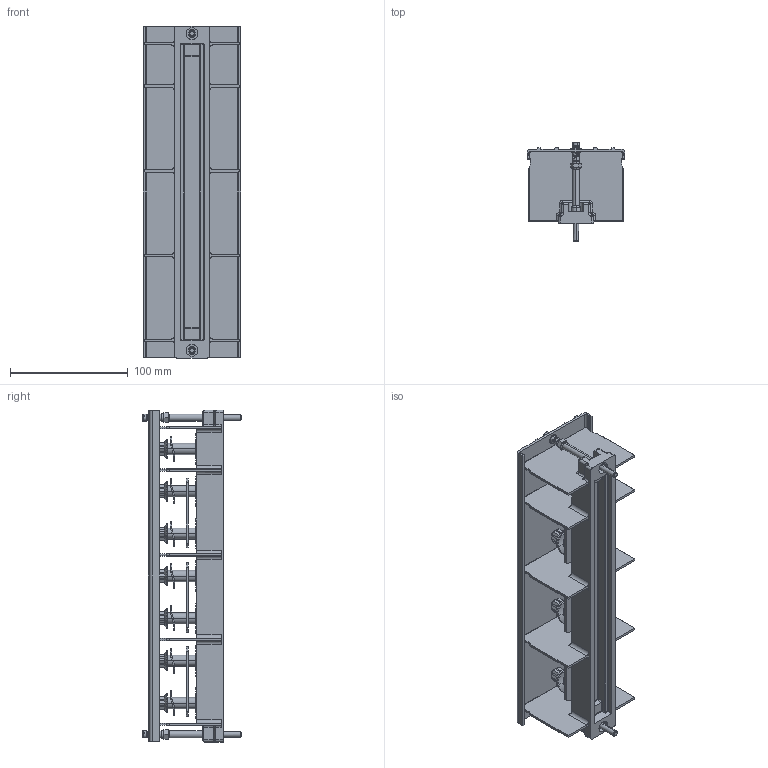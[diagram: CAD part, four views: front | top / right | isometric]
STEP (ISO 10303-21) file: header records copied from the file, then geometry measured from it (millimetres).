
FILE_DESCRIPTION((''),'2;1');
FILE_NAME('32429071000','2019-09-24T',('presta_be4'),(''),'PRO/ENGINEER BY PARAMETRIC TECHNOLOGY CORPORATION, 2014310','PRO/ENGINEER BY PARAMETRIC TECHNOLOGY CORPORATION, 2014310','');
FILE_SCHEMA(('CONFIG_CONTROL_DESIGN'));
Products named in the file (1): 32429071000
Bounding box: 83.2 x 83.61 x 282.2 mm (x, y, z)
Volume: 278272.1 mm3; surface area: 163284.1 mm2
Topology: 11 solids, 11 shells, 1351 faces, 3570 edges, 2250 vertices
Faces by surface type: cylinder 517, plane 458, cone 188, torus 128, bspline 60
Entity records: 90725 total; most frequent: CARTESIAN_POINT 58368, ORIENTED_EDGE 7116, DIRECTION 6344, EDGE_CURVE 3558, AXIS2_PLACEMENT_3D 2417, VERTEX_POINT 2250, VECTOR 1510, LINE 1510
